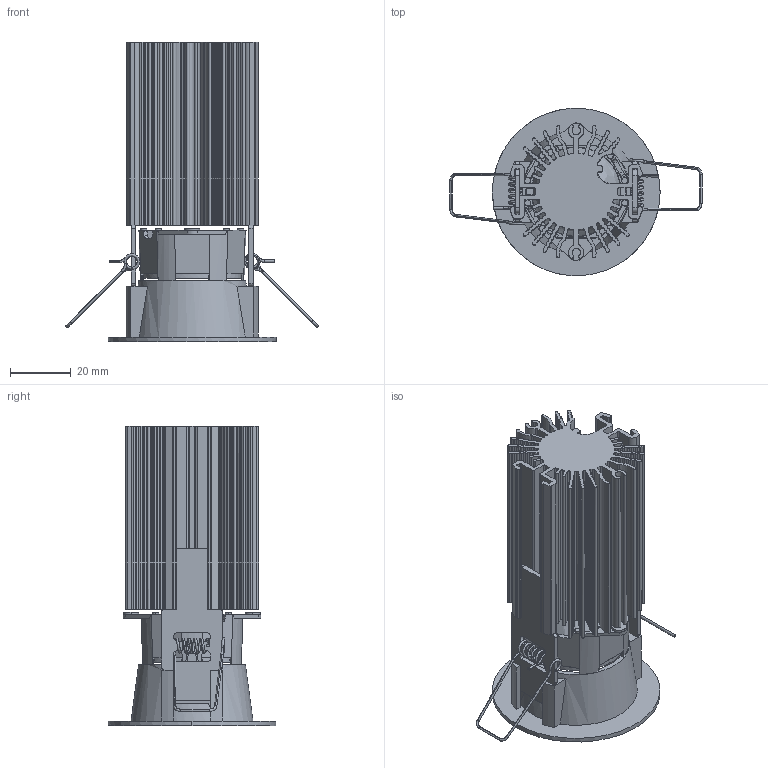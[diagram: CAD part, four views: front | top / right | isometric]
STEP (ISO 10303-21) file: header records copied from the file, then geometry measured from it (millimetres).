
FILE_DESCRIPTION(/* description */ (''),/* implementation_level */ '2;1');
FILE_NAME(/* name */ 'NL4204100_EVERYTHING 55 ROUND 8,5W FIXED',/* time_stamp */ '2018-04-09T11:19:34+02:00',/* author */ (''),/* organization */ (''),/* preprocessor_version */ 'ST-DEVELOPER v15',/* originating_system */ '',/* authorisation */ '');
FILE_SCHEMA (('CONFIG_CONTROL_DESIGN'));
Length unit declared in the file: metre
Products named in the file (1): Document
Bounding box: 82.74 x 54.89 x 98.2 mm (x, y, z)
Volume: 64788.1 mm3; surface area: 56580 mm2
Topology: 6 solids, 8 shells, 937 faces, 2715 edges, 1775 vertices
Faces by surface type: bspline 645, plane 292
Entity records: 40964 total; most frequent: CARTESIAN_POINT 26008, ORIENTED_EDGE 5384, EDGE_CURVE 2696, VERTEX_POINT 1775, B_SPLINE_CURVE_WITH_KNOTS 1279, EDGE_LOOP 949, ADVANCED_FACE 937, FACE_OUTER_BOUND 937
